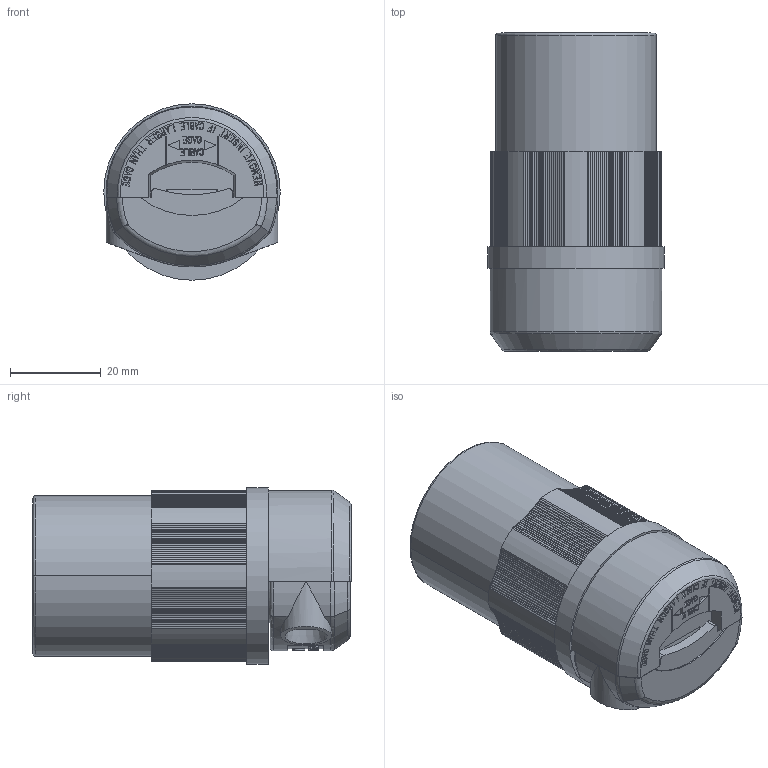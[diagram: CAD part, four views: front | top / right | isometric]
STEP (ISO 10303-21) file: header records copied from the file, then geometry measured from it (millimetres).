
FILE_DESCRIPTION (( 'STEP AP214' ), '1' );
FILE_NAME ('CATSTD-05369-00C-M01.STEP', '2022-06-27T12:36:43', ( '' ), ( '' ), 'SwSTEP 2.0', 'SolidWorks 2020', '' );
FILE_SCHEMA (( 'AUTOMOTIVE_DESIGN' ));
Length unit declared in the file: inch
Products named in the file (1): CATSTD-05369-00C-M01
Bounding box: 38.89 x 70.1 x 38.89 mm (x, y, z)
Volume: 68080.1 mm3; surface area: 20066.4 mm2
Topology: 1 solids, 16 shells, 2386 faces, 6594 edges, 4371 vertices
Faces by surface type: plane 1560, cylinder 629, bspline 86, cone 76, torus 33, sphere 2
Full cylindrical faces by diameter (mm): 2.388 x3, 2.896 x2, 3.734 x2, 3.735 x1, 5.842 x3, 6.655 x2, 38.887 x1
Entity records: 113791 total; most frequent: CARTESIAN_POINT 23231, ORIENTED_EDGE 13062, DIRECTION 11731, EDGE_CURVE 6531, LINE 4487, VECTOR 4487, VERTEX_POINT 4340, AXIS2_PLACEMENT_3D 3622
